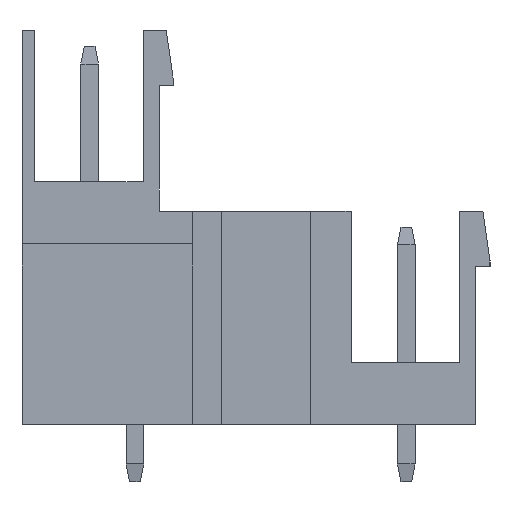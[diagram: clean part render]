
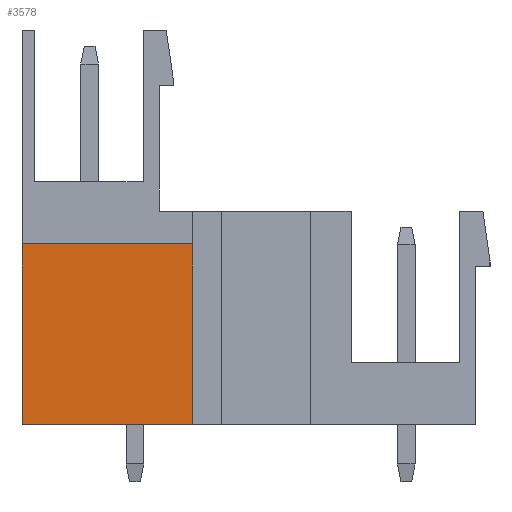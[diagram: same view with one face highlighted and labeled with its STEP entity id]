
A CAD part, left-side view. The second image highlights one B-rep face of the part: STEP entity #3578.
In plain terms, the highlighted planar face has unit normal (-1, 0, 0).
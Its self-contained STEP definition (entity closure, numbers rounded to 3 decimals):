
#3565=AXIS2_PLACEMENT_3D('Plane Axis2P3D',#3562,#3563,#3564) ;
#2333=CARTESIAN_POINT('Vertex',(1.,26.28,3.2)) ;
#2336=CARTESIAN_POINT('Line Origine',(1.,26.28,8.28)) ;
#2340=CARTESIAN_POINT('Vertex',(1.,26.28,13.36)) ;
#2418=CARTESIAN_POINT('Vertex',(1.,16.7,3.2)) ;
#2421=CARTESIAN_POINT('Line Origine',(1.,21.49,3.2)) ;
#3545=CARTESIAN_POINT('Vertex',(1.,16.7,13.36)) ;
#3548=CARTESIAN_POINT('Line Origine',(1.,16.7,8.28)) ;
#3562=CARTESIAN_POINT('Axis2P3D Location',(1.,0.,13.36)) ;
#3567=CARTESIAN_POINT('Line Origine',(1.,21.49,13.36)) ;
#2337=DIRECTION('Vector Direction',(0.,0.,-1.)) ;
#2422=DIRECTION('Vector Direction',(0.,1.,0.)) ;
#3549=DIRECTION('Vector Direction',(0.,0.,1.)) ;
#3563=DIRECTION('Axis2P3D Direction',(1.,-0.,0.)) ;
#3564=DIRECTION('Axis2P3D XDirection',(0.,0.,-1.)) ;
#3568=DIRECTION('Vector Direction',(0.,1.,0.)) ;
#2338=VECTOR('Line Direction',#2337,1.) ;
#2423=VECTOR('Line Direction',#2422,1.) ;
#3550=VECTOR('Line Direction',#3549,1.) ;
#3569=VECTOR('Line Direction',#3568,1.) ;
#3573=ORIENTED_EDGE('',*,*,#3552,.T.) ;
#3574=ORIENTED_EDGE('',*,*,#3571,.T.) ;
#3575=ORIENTED_EDGE('',*,*,#2342,.T.) ;
#3576=ORIENTED_EDGE('',*,*,#2425,.F.) ;
#3578=ADVANCED_FACE('Housing',(#3577),#3566,.F.) ;
#2342=EDGE_CURVE('',#2341,#2334,#2339,.T.) ;
#2425=EDGE_CURVE('',#2419,#2334,#2424,.T.) ;
#3552=EDGE_CURVE('',#2419,#3546,#3551,.T.) ;
#3571=EDGE_CURVE('',#3546,#2341,#3570,.T.) ;
#3572=EDGE_LOOP('',(#3573,#3574,#3575,#3576)) ;
#3577=FACE_OUTER_BOUND('',#3572,.T.) ;
#2339=LINE('Line',#2336,#2338) ;
#2424=LINE('Line',#2421,#2423) ;
#3551=LINE('Line',#3548,#3550) ;
#3570=LINE('Line',#3567,#3569) ;
#3566=PLANE('',#3565) ;
#2334=VERTEX_POINT('',#2333) ;
#2341=VERTEX_POINT('',#2340) ;
#2419=VERTEX_POINT('',#2418) ;
#3546=VERTEX_POINT('',#3545) ;
